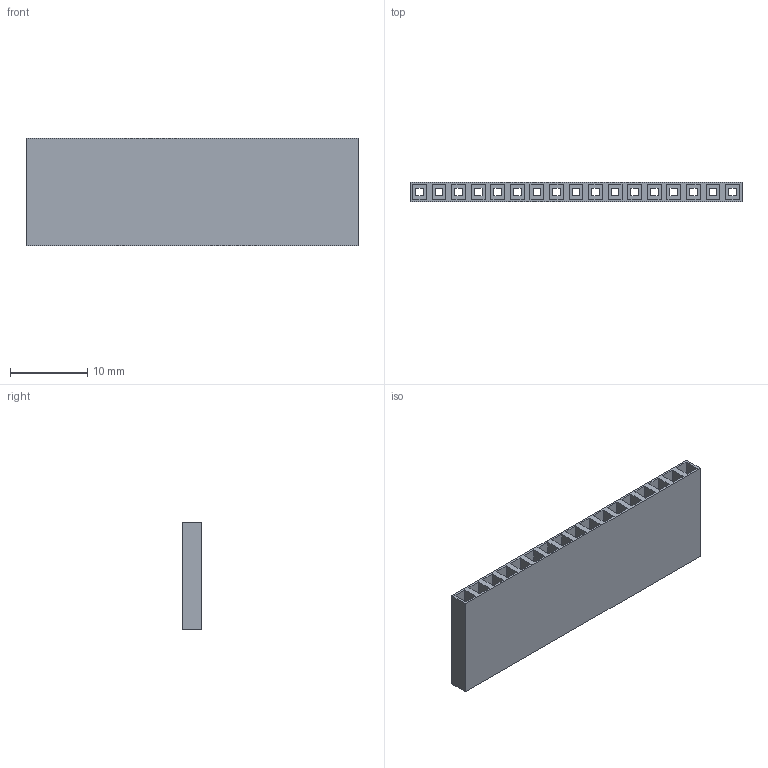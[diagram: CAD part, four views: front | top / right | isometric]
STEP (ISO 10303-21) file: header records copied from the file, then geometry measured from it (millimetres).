
FILE_DESCRIPTION (( 'STEP AP214' ), '1' );
FILE_NAME ('INGUN_115189.STEP', '2023-09-13T05:25:30', ( '' ), ( '' ), 'SwSTEP 2.0', 'SolidWorks 2021', '' );
FILE_SCHEMA (( 'AUTOMOTIVE_DESIGN' ));
Length unit declared in the file: millimetre
Products named in the file (2): INGUN_115189; 115189~0_S
Assembly tree (1 placements, depth 2):
  INGUN_115189
    115189~0_S
Bounding box: 43.1 x 2.54 x 14 mm (x, y, z)
Volume: 683.2 mm3; surface area: 3198.2 mm2
Topology: 1 solids, 1 shells, 227 faces, 624 edges, 416 vertices
Faces by surface type: plane 227
Entity records: 7260 total; most frequent: CARTESIAN_POINT 1271, ORIENTED_EDGE 1248, DIRECTION 1086, LINE 624, VECTOR 624, EDGE_CURVE 624, VERTEX_POINT 416, EDGE_LOOP 312
